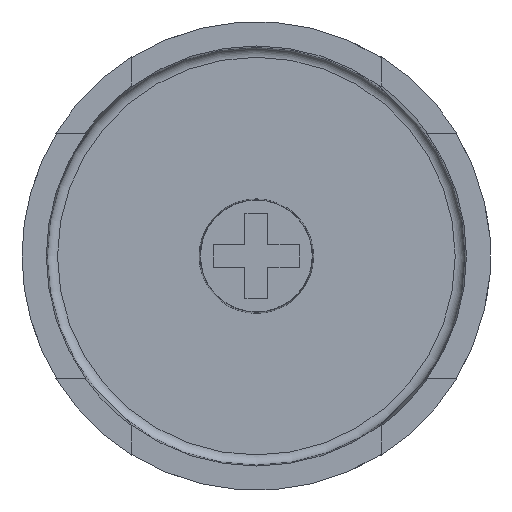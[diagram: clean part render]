
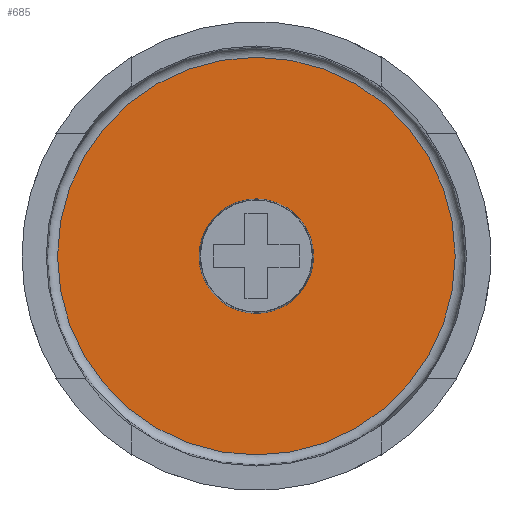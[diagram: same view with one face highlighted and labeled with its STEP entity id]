
A CAD part, top view. The second image highlights one B-rep face of the part: STEP entity #685.
In plain terms, the highlighted planar face has unit normal (0, 0, 1).
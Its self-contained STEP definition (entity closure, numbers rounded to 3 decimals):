
#19=FACE_BOUND('',#116,.T.);
#76=FACE_OUTER_BOUND('',#115,.T.);
#115=EDGE_LOOP('',(#592));
#116=EDGE_LOOP('',(#593));
#137=CIRCLE('',#726,2.8);
#141=CIRCLE('',#747,9.721);
#291=VERTEX_POINT('',#1110);
#319=VERTEX_POINT('',#1283);
#373=EDGE_CURVE('',#291,#291,#137,.T.);
#416=EDGE_CURVE('',#319,#319,#141,.T.);
#592=ORIENTED_EDGE('',*,*,#416,.F.);
#593=ORIENTED_EDGE('',*,*,#373,.T.);
#649=PLANE('',#746);
#685=ADVANCED_FACE('',(#76,#19),#649,.T.);
#726=AXIS2_PLACEMENT_3D('',#1111,#843,#844);
#746=AXIS2_PLACEMENT_3D('',#1282,#921,#922);
#747=AXIS2_PLACEMENT_3D('',#1284,#923,#924);
#843=DIRECTION('center_axis',(0.,0.,-1.));
#844=DIRECTION('ref_axis',(0.,-1.,0.));
#921=DIRECTION('center_axis',(0.,0.,1.));
#922=DIRECTION('ref_axis',(1.,0.,0.));
#923=DIRECTION('center_axis',(0.,0.,-1.));
#924=DIRECTION('ref_axis',(1.,0.,0.));
#1110=CARTESIAN_POINT('',(88.4,-26.2,1.7));
#1111=CARTESIAN_POINT('Origin',(88.4,-29.,1.7));
#1282=CARTESIAN_POINT('Origin',(88.4,-29.,1.7));
#1283=CARTESIAN_POINT('',(78.679,-29.,1.7));
#1284=CARTESIAN_POINT('Origin',(88.4,-29.,1.7));
